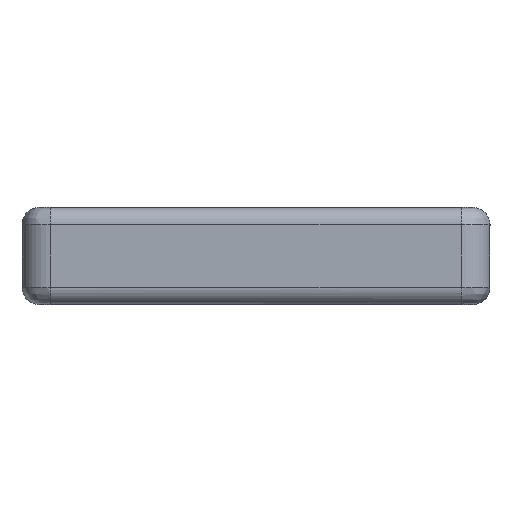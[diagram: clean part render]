
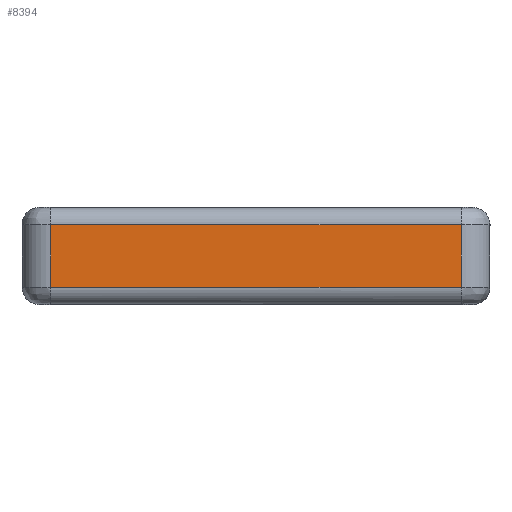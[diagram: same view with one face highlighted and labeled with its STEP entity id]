
A CAD part, left-side view. The second image highlights one B-rep face of the part: STEP entity #8394.
In plain terms, the highlighted planar face has unit normal (-1, 0, 0).
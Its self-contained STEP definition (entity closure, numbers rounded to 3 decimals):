
#181=PLANE('',#8902);
#435=FACE_OUTER_BOUND('',#894,.T.);
#894=EDGE_LOOP('',(#5790,#5791,#5792,#5793));
#1469=LINE('',#12876,#2268);
#1477=LINE('',#13283,#2276);
#1482=LINE('',#13518,#2281);
#1483=LINE('',#13520,#2282);
#2268=VECTOR('',#9894,10.);
#2276=VECTOR('',#9918,10.);
#2281=VECTOR('',#9945,10.);
#2282=VECTOR('',#9948,10.);
#3534=VERTEX_POINT('',#12826);
#3535=VERTEX_POINT('',#12875);
#3543=VERTEX_POINT('',#13192);
#3546=VERTEX_POINT('',#13239);
#4406=EDGE_CURVE('',#3534,#3535,#1469,.T.);
#4425=EDGE_CURVE('',#3546,#3543,#1477,.T.);
#4442=EDGE_CURVE('',#3534,#3543,#1482,.T.);
#4443=EDGE_CURVE('',#3546,#3535,#1483,.T.);
#5790=ORIENTED_EDGE('',*,*,#4406,.F.);
#5791=ORIENTED_EDGE('',*,*,#4442,.T.);
#5792=ORIENTED_EDGE('',*,*,#4425,.F.);
#5793=ORIENTED_EDGE('',*,*,#4443,.T.);
#8394=ADVANCED_FACE('',(#435),#181,.T.);
#8902=AXIS2_PLACEMENT_3D('',#13519,#9946,#9947);
#9894=DIRECTION('',(0.,-1.,0.));
#9918=DIRECTION('',(0.,1.,0.));
#9945=DIRECTION('',(0.,0.,-1.));
#9946=DIRECTION('center_axis',(-1.,0.,0.));
#9947=DIRECTION('ref_axis',(0.,0.,1.));
#9948=DIRECTION('',(0.,0.,1.));
#12826=CARTESIAN_POINT('',(-63.597,20.725,8.05));
#12875=CARTESIAN_POINT('',(-63.598,-20.7,8.05));
#12876=CARTESIAN_POINT('',(-63.599,0.143,8.05));
#13192=CARTESIAN_POINT('',(-63.597,20.725,1.75));
#13239=CARTESIAN_POINT('',(-63.598,-20.7,1.75));
#13283=CARTESIAN_POINT('',(-63.599,0.003,1.75));
#13518=CARTESIAN_POINT('',(-63.597,20.725,0.));
#13519=CARTESIAN_POINT('Origin',(-63.599,0.006,
4.9));
#13520=CARTESIAN_POINT('',(-63.598,-20.7,0.));
